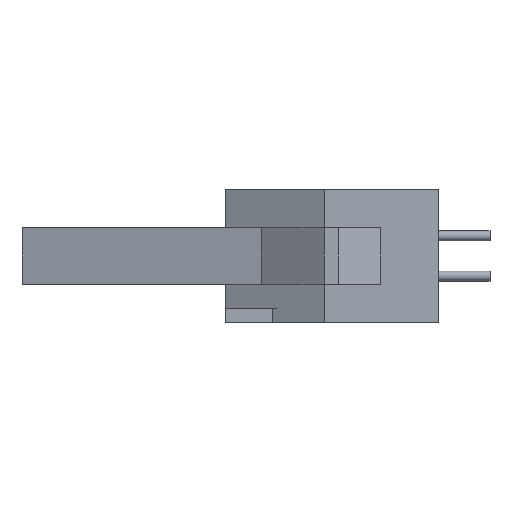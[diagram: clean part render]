
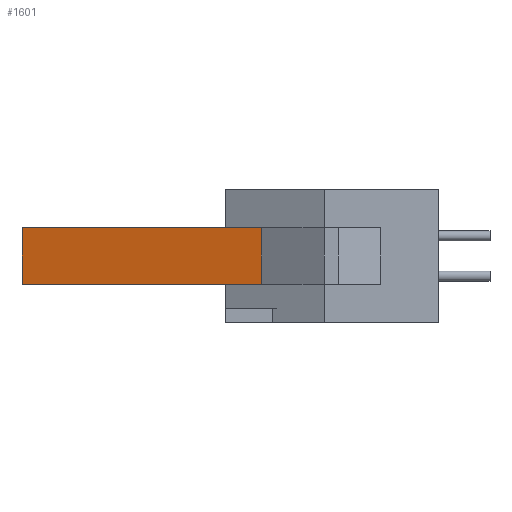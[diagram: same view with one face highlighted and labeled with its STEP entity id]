
A CAD part, left-side view. The second image highlights one B-rep face of the part: STEP entity #1601.
In plain terms, the highlighted planar face has unit normal (-0.966, 0.259, 0).
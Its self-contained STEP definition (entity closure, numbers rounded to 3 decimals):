
#757 = VERTEX_POINT ( 'NONE', #3084 ) ;
#796 = VERTEX_POINT ( 'NONE', #3018 ) ;
#1564 = VERTEX_POINT ( 'NONE', #5149 ) ;
#1565 = ORIENTED_EDGE ( 'NONE', *, *, #1566, .T. ) ;
#1566 = EDGE_CURVE ( 'NONE', #1564, #796, #5148, .T. ) ;
#1601 = ADVANCED_FACE ( 'NONE', ( #5526 ), #5525, .T. ) ;
#1602 = EDGE_LOOP ( 'NONE', ( #1603, #1606, #1609, #1611, #1614, #1565 ) ) ;
#1603 = ORIENTED_EDGE ( 'NONE', *, *, #1604, .F. ) ;
#1604 = EDGE_CURVE ( 'NONE', #1605, #796, #5538, .T. ) ;
#1605 = VERTEX_POINT ( 'NONE', #5534 ) ;
#1606 = ORIENTED_EDGE ( 'NONE', *, *, #1607, .F. ) ;
#1607 = EDGE_CURVE ( 'NONE', #1608, #1605, #5478, .T. ) ;
#1608 = VERTEX_POINT ( 'NONE', #5474 ) ;
#1609 = ORIENTED_EDGE ( 'NONE', *, *, #1610, .T. ) ;
#1610 = EDGE_CURVE ( 'NONE', #1608, #757, #5473, .T. ) ;
#1611 = ORIENTED_EDGE ( 'NONE', *, *, #1612, .F. ) ;
#1612 = EDGE_CURVE ( 'NONE', #1613, #757, #5469, .T. ) ;
#1613 = VERTEX_POINT ( 'NONE', #5465 ) ;
#1614 = ORIENTED_EDGE ( 'NONE', *, *, #1615, .T. ) ;
#1615 = EDGE_CURVE ( 'NONE', #1613, #1564, #5464, .T. ) ;
#3018 = CARTESIAN_POINT ( 'NONE',  ( 3.81, 13.5, -2.413 ) ) ;
#3084 = CARTESIAN_POINT ( 'NONE',  ( 3.81, 13.5, -5.969 ) ) ;
#5145 = DIRECTION ( 'NONE',  ( 0.259, 0.966, 0. ) ) ;
#5146 = VECTOR ( 'NONE', #5145, 1000. ) ;
#5147 = CARTESIAN_POINT ( 'NONE',  ( 3.81, 13.5, -2.413 ) ) ;
#5148 = LINE ( 'NONE', #5147, #5146 ) ;
#5149 = CARTESIAN_POINT ( 'NONE',  ( 3.201, 11.226, -2.413 ) ) ;
#5461 = DIRECTION ( 'NONE',  ( 0., 0., 1. ) ) ;
#5462 = VECTOR ( 'NONE', #5461, 1000. ) ;
#5463 = CARTESIAN_POINT ( 'NONE',  ( 3.201, 11.226, -5.969 ) ) ;
#5464 = LINE ( 'NONE', #5463, #5462 ) ;
#5465 = CARTESIAN_POINT ( 'NONE',  ( 3.201, 11.226, -5.969 ) ) ;
#5466 = DIRECTION ( 'NONE',  ( 0.259, 0.966, 0. ) ) ;
#5467 = VECTOR ( 'NONE', #5466, 1000. ) ;
#5468 = CARTESIAN_POINT ( 'NONE',  ( 3.81, 13.5, -5.969 ) ) ;
#5469 = LINE ( 'NONE', #5468, #5467 ) ;
#5470 = DIRECTION ( 'NONE',  ( -0.259, -0.966, 0. ) ) ;
#5471 = VECTOR ( 'NONE', #5470, 1000. ) ;
#5472 = CARTESIAN_POINT ( 'NONE',  ( 3.81, 13.5, -5.969 ) ) ;
#5473 = LINE ( 'NONE', #5472, #5471 ) ;
#5474 = CARTESIAN_POINT ( 'NONE',  ( 7.261, 26.381, -5.969 ) ) ;
#5475 = DIRECTION ( 'NONE',  ( 0., 0., 1. ) ) ;
#5476 = VECTOR ( 'NONE', #5475, 1000. ) ;
#5477 = CARTESIAN_POINT ( 'NONE',  ( 7.261, 26.381, -5.969 ) ) ;
#5478 = LINE ( 'NONE', #5477, #5476 ) ;
#5524 = AXIS2_PLACEMENT_3D ( 'NONE', #5528, #5527, #5539 ) ;
#5525 = PLANE ( 'NONE',  #5524 ) ;
#5526 = FACE_OUTER_BOUND ( 'NONE', #1602, .T. ) ;
#5527 = DIRECTION ( 'NONE',  ( -0.966, 0.259, 0. ) ) ;
#5528 = CARTESIAN_POINT ( 'NONE',  ( 3.81, 13.5, -5.969 ) ) ;
#5534 = CARTESIAN_POINT ( 'NONE',  ( 7.261, 26.381, -2.413 ) ) ;
#5535 = DIRECTION ( 'NONE',  ( -0.259, -0.966, 0. ) ) ;
#5536 = VECTOR ( 'NONE', #5535, 1000. ) ;
#5537 = CARTESIAN_POINT ( 'NONE',  ( 3.81, 13.5, -2.413 ) ) ;
#5538 = LINE ( 'NONE', #5537, #5536 ) ;
#5539 = DIRECTION ( 'NONE',  ( -0.259, -0.966, 0. ) ) ;
